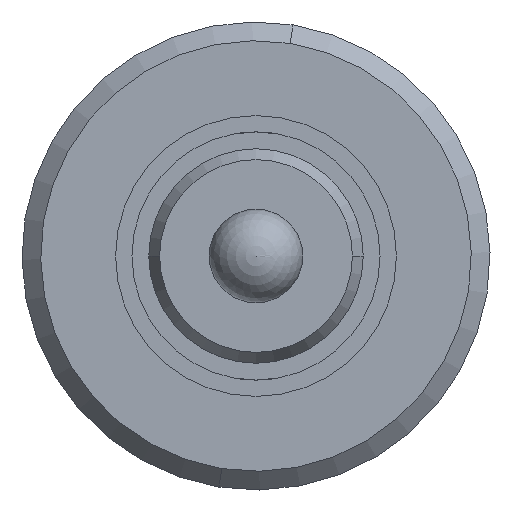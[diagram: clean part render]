
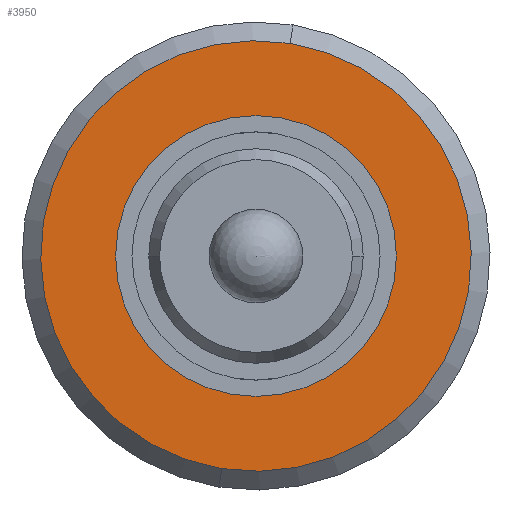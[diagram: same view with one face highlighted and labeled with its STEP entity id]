
A CAD part, front view. The second image highlights one B-rep face of the part: STEP entity #3950.
In plain terms, the highlighted planar face has unit normal (0, -1, 0).
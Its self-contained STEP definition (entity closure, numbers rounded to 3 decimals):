
#64 = CIRCLE ( 'NONE', #185, 0.9 ) ;
#185 = AXIS2_PLACEMENT_3D ( 'NONE', #1113, #705, #3273 ) ;
#286 = EDGE_CURVE ( 'Defeature ausgef�hrt1_20+Defeature ausgef�hrt1_19+Defeature ausgef�hrt1_19+Defeature ausgef�hrt1_19', #4121, #3540, #64, .T. ) ;
#705 = DIRECTION ( 'NONE',  ( 0., 1., 0. ) ) ;
#755 = AXIS2_PLACEMENT_3D ( 'NONE', #1474, #1838, #2204 ) ;
#770 = CARTESIAN_POINT ( 'NONE',  ( 0.364, 5.2, 2.271 ) ) ;
#777 = DIRECTION ( 'NONE',  ( 0., 0., -1. ) ) ;
#843 = CARTESIAN_POINT ( 'NONE',  ( 0., 5.2, 0. ) ) ;
#1113 = CARTESIAN_POINT ( 'NONE',  ( 0., 5.2, 0. ) ) ;
#1395 = DIRECTION ( 'NONE',  ( 0., -1., 0. ) ) ;
#1474 = CARTESIAN_POINT ( 'NONE',  ( 0., 5.2, 0. ) ) ;
#1771 = EDGE_CURVE ( 'Defeature ausgef�hrt1_20+Defeature ausgef�hrt1_19+Defeature ausgef�hrt1_19+Defeature ausgef�hrt1_19', #3540, #4121, #2529, .T. ) ;
#1838 = DIRECTION ( 'NONE',  ( 0., -1., 0. ) ) ;
#1874 = CARTESIAN_POINT ( 'NONE',  ( 0., 5.2, 0. ) ) ;
#1900 = DIRECTION ( 'NONE',  ( -0.158, 0., -0.987 ) ) ;
#1927 = EDGE_LOOP ( 'NONE', ( #2077, #3061 ) ) ;
#2024 = EDGE_CURVE ( 'Defeature ausgef�hrt1_20+Defeature ausgef�hrt1_21+Defeature ausgef�hrt1_21+Defeature ausgef�hrt1_21', #4479, #4661, #2869, .T. ) ;
#2067 = FACE_OUTER_BOUND ( 'NONE', #1927, .T. ) ;
#2077 = ORIENTED_EDGE ( 'NONE', *, *, #2024, .T. ) ;
#2204 = DIRECTION ( 'NONE',  ( 0.158, 0., 0.987 ) ) ;
#2529 = CIRCLE ( 'NONE', #3364, 0.9 ) ;
#2552 = ORIENTED_EDGE ( 'NONE', *, *, #1771, .T. ) ;
#2852 = CARTESIAN_POINT ( 'NONE',  ( 0., 5.2, 0.9 ) ) ;
#2869 = CIRCLE ( 'NONE', #3184, 2.3 ) ;
#2909 = CIRCLE ( 'NONE', #755, 2.3 ) ;
#3061 = ORIENTED_EDGE ( 'NONE', *, *, #4264, .T. ) ;
#3184 = AXIS2_PLACEMENT_3D ( 'NONE', #4665, #1395, #4306 ) ;
#3273 = DIRECTION ( 'NONE',  ( 0., 0., -1. ) ) ;
#3362 = DIRECTION ( 'NONE',  ( 0., 1., 0. ) ) ;
#3364 = AXIS2_PLACEMENT_3D ( 'NONE', #1874, #3705, #777 ) ;
#3456 = ORIENTED_EDGE ( 'NONE', *, *, #286, .T. ) ;
#3511 = EDGE_LOOP ( 'NONE', ( #3456, #2552 ) ) ;
#3540 = VERTEX_POINT ( 'NONE', #2852 ) ;
#3705 = DIRECTION ( 'NONE',  ( 0., 1., 0. ) ) ;
#3725 = PLANE ( 'NONE',  #3964 ) ;
#3950 = ADVANCED_FACE ( 'Defeature ausgef�hrt1_20', ( #4195, #2067 ), #3725, .F. ) ;
#3964 = AXIS2_PLACEMENT_3D ( 'NONE', #843, #3362, #1900 ) ;
#4121 = VERTEX_POINT ( 'NONE', #4763 ) ;
#4195 = FACE_BOUND ( 'NONE', #3511, .T. ) ;
#4264 = EDGE_CURVE ( 'Defeature ausgef�hrt1_20+Defeature ausgef�hrt1_21+Defeature ausgef�hrt1_21+Defeature ausgef�hrt1_21', #4661, #4479, #2909, .T. ) ;
#4306 = DIRECTION ( 'NONE',  ( 0.158, 0., 0.987 ) ) ;
#4479 = VERTEX_POINT ( 'NONE', #4761 ) ;
#4661 = VERTEX_POINT ( 'NONE', #770 ) ;
#4665 = CARTESIAN_POINT ( 'NONE',  ( 0., 5.2, 0. ) ) ;
#4761 = CARTESIAN_POINT ( 'NONE',  ( -0.364, 5.2, -2.271 ) ) ;
#4763 = CARTESIAN_POINT ( 'NONE',  ( 0., 5.2, -0.9 ) ) ;
